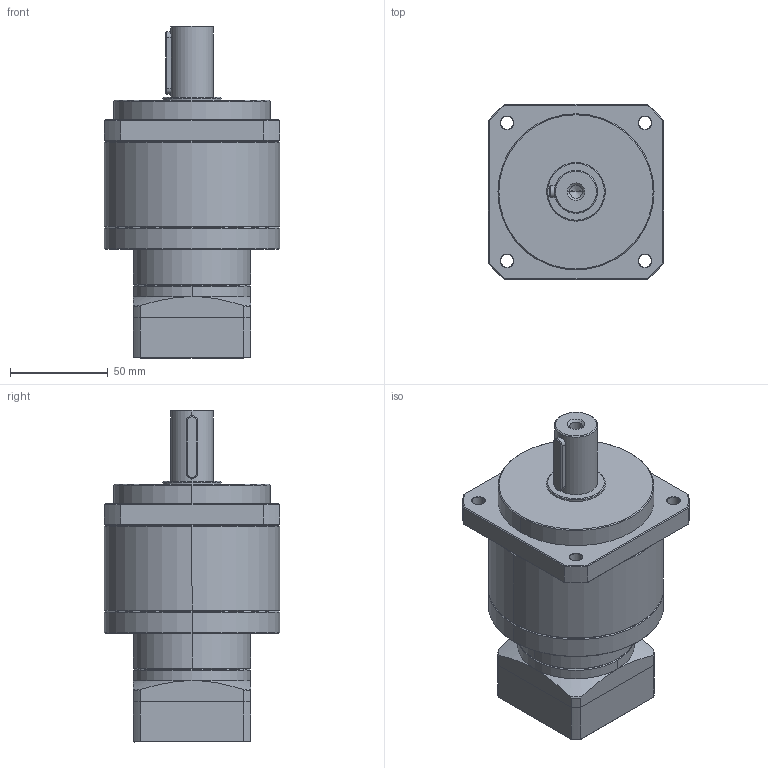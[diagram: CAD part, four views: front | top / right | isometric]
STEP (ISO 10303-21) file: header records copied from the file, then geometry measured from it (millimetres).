
FILE_DESCRIPTION (( 'STEP AP214' ), '1' );
FILE_NAME ('MSS0902B-B3110103.STEP', '2021-07-14T22:30:19', ( '' ), ( '' ), 'SwSTEP 2.0', 'SolidWorks 2017', '' );
FILE_SCHEMA (( 'AUTOMOTIVE_DESIGN' ));
Length unit declared in the file: inch
Products named in the file (1): MSS0902B-B3110103
Bounding box: 90 x 90 x 170.1 mm (x, y, z)
Volume: 656684.6 mm3; surface area: 72232.9 mm2
Topology: 3 solids, 3 shells, 194 faces, 432 edges, 247 vertices
Faces by surface type: cone 89, cylinder 58, plane 47
Entity records: 8051 total; most frequent: CARTESIAN_POINT 1173, DIRECTION 953, ORIENTED_EDGE 844, EDGE_CURVE 422, AXIS2_PLACEMENT_3D 385, VERTEX_POINT 247, EDGE_LOOP 219, UNCERTAINTY_MEASURE_WITH_UNIT 199
